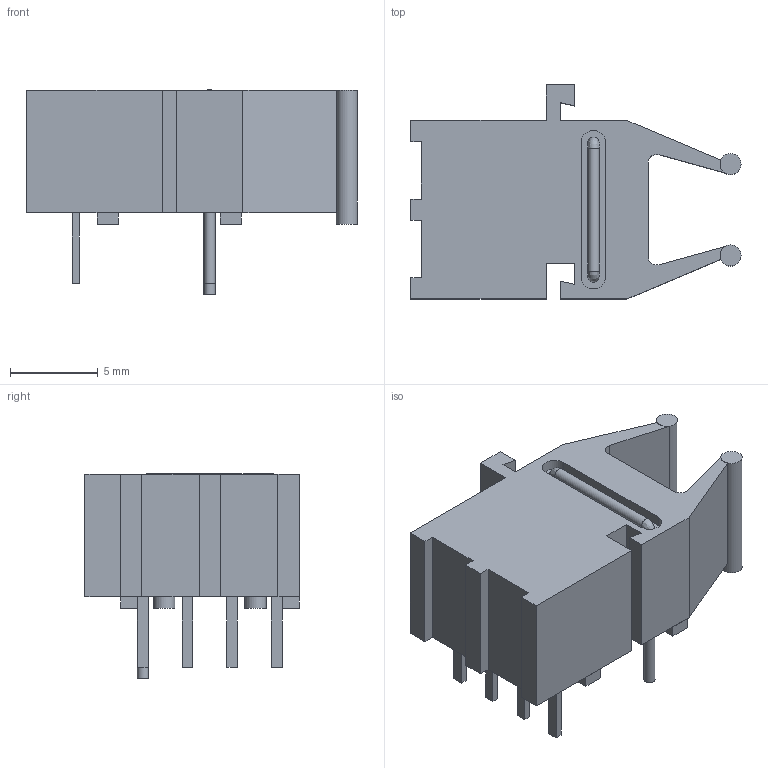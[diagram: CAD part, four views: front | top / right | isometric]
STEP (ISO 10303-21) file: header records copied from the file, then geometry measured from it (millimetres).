
FILE_DESCRIPTION(/* description */ (''),/* implementation_level */ '2;1');
FILE_NAME(/* name */ 'AFBR-x624Z.stp',/* time_stamp */ '2016-05-18T15:10:05+02:00',/* author */ ('riccim'),/* organization */ (''),/* preprocessor_version */ 'ST-DEVELOPER v15.5',/* originating_system */ 'AutoCAD Mechanical',/* authorisation */ '');
FILE_SCHEMA (('AUTOMOTIVE_DESIGN { 1 0 10303 214 3 1 1 }'));
Length unit declared in the file: millimetre
Products named in the file (1): Product
Bounding box: 18.8 x 12.19 x 11.66 mm (x, y, z)
Volume: 892.9 mm3; surface area: 1105.2 mm2
Topology: 14 solids, 14 shells, 106 faces, 228 edges, 148 vertices
Faces by surface type: plane 92, cylinder 12, bspline 2
Full cylindrical faces by diameter (mm): 0.64 x3, 1.2 x2, 3.8 x1
Entity records: 2842 total; most frequent: CARTESIAN_POINT 525, DIRECTION 454, ORIENTED_EDGE 436, EDGE_CURVE 218, LINE 192, VECTOR 192, VERTEX_POINT 148, AXIS2_PLACEMENT_3D 131
